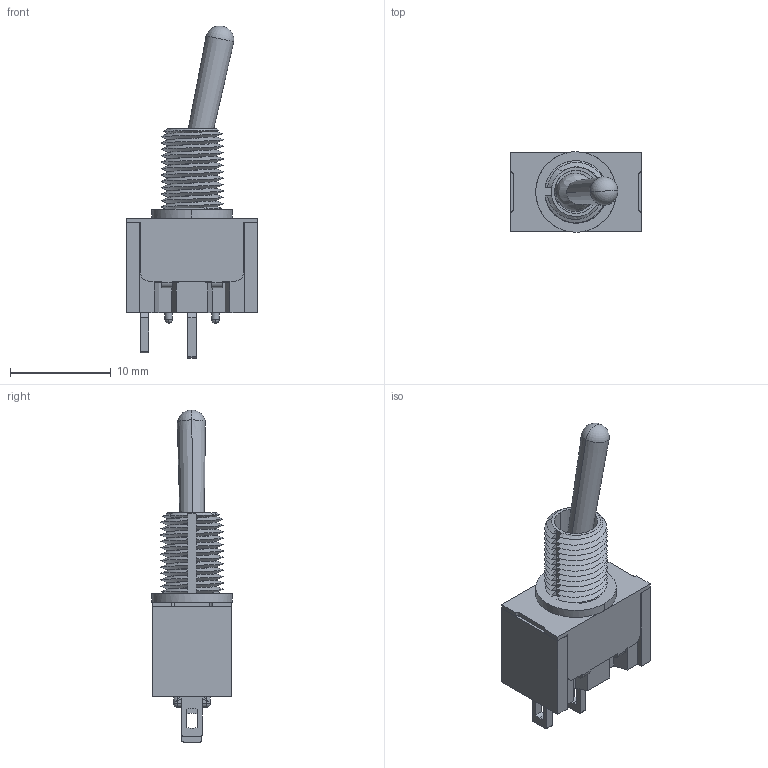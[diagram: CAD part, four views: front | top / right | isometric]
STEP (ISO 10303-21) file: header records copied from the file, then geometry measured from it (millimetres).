
FILE_DESCRIPTION (( 'STEP AP214' ), '1' );
FILE_NAME ('BF315BD6-3382-417F-AC6C-4801618CDBC0.STEP', '2007-03-02T18:26:49', ( 'sysAdmin' ), ( 'SolidWorks' ), 'SwSTEP 2.0', 'SolidWorks 2007', '' );
FILE_SCHEMA (( 'AUTOMOTIVE_DESIGN' ));
Length unit declared in the file: millimetre
Products named in the file (4): SW3dPS-m2011ss1w01_SToggle-; SW3dPS-m2011ss1w01_S1-Barrel; SW3dPS-m2011ss1w01_Body&Terminals; BF315BD6-3382-417F-AC6C-4801618CDBC0
Assembly tree (3 placements, depth 2):
  BF315BD6-3382-417F-AC6C-4801618CDBC0
    SW3dPS-m2011ss1w01_SToggle-
    SW3dPS-m2011ss1w01_S1-Barrel
    SW3dPS-m2011ss1w01_Body&Terminals
Bounding box: 13 x 8 x 33 mm (x, y, z)
Volume: 1086.7 mm3; surface area: 1759 mm2
Topology: 3 solids, 3 shells, 256 faces, 714 edges, 460 vertices
Faces by surface type: plane 123, cylinder 89, bspline 40, cone 2, torus 2
Entity records: 15247 total; most frequent: CARTESIAN_POINT 8990, ORIENTED_EDGE 1400, DIRECTION 1077, EDGE_CURVE 700, VERTEX_POINT 460, VECTOR 429, LINE 429, AXIS2_PLACEMENT_3D 324
